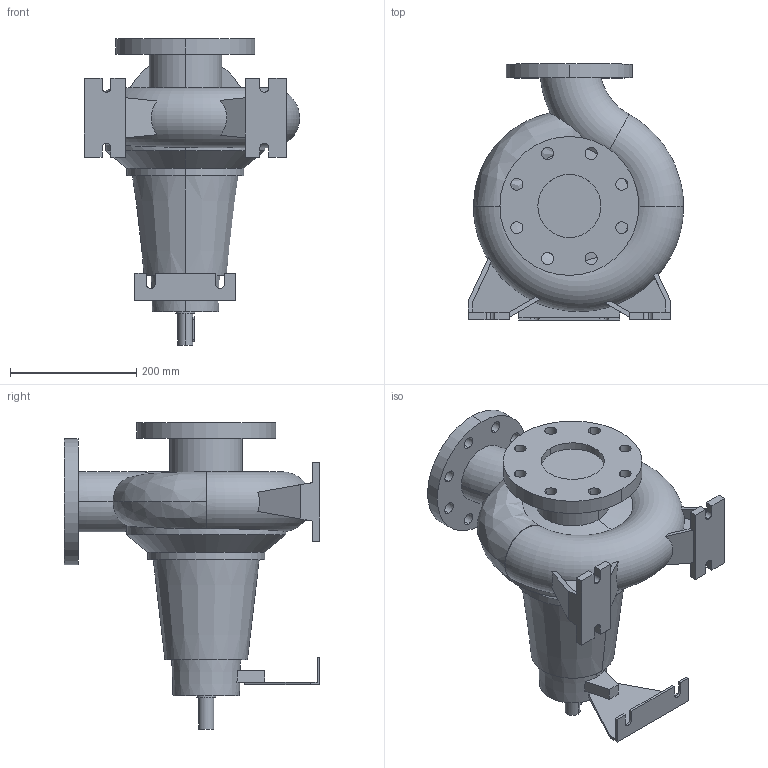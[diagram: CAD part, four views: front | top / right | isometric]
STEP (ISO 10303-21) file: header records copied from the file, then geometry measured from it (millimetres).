
FILE_DESCRIPTION (( 'STEP AP203' ), '1' );
FILE_NAME ('10017783swp00.step', '2023-07-10T11:01:32', ( '' ), ( '' ), 'SwSTEP 2.0', 'SolidWorks 2020', '' );
FILE_SCHEMA (( 'CONFIG_CONTROL_DESIGN' ));
Length unit declared in the file: millimetre
Products named in the file (1): 10017783swp00
Bounding box: 341 x 405 x 485 mm (x, y, z)
Volume: 14599479.3 mm3; surface area: 645254.5 mm2
Topology: 1 solids, 1 shells, 171 faces, 467 edges, 309 vertices
Faces by surface type: plane 92, cylinder 64, cone 8, torus 5, bspline 2
Entity records: 7004 total; most frequent: CARTESIAN_POINT 2467, ORIENTED_EDGE 934, DIRECTION 916, EDGE_CURVE 467, AXIS2_PLACEMENT_3D 323, VERTEX_POINT 309, LINE 270, VECTOR 270
